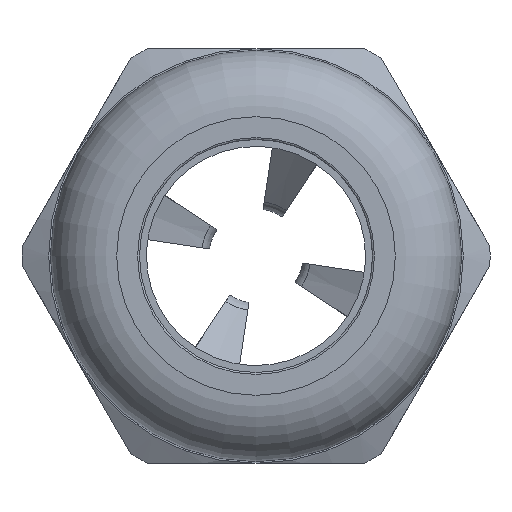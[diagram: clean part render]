
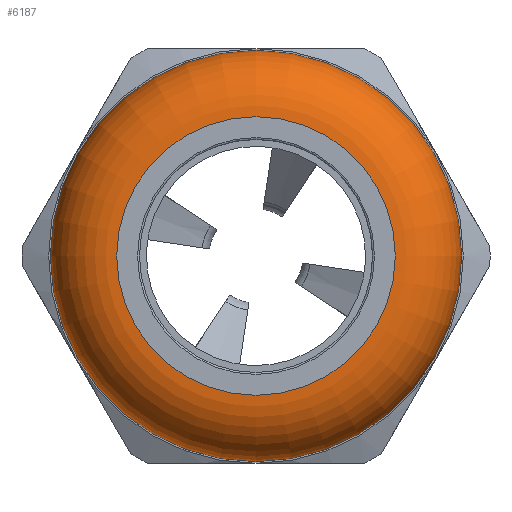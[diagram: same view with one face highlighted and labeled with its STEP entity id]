
A CAD part, left-side view. The second image highlights one B-rep face of the part: STEP entity #6187.
In plain terms, the highlighted toroidal (fillet/blend) face has major radius 7.39 mm and minor radius 3.52 mm.
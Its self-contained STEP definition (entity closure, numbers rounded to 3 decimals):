
#60=TOROIDAL_SURFACE('',#6660,7.39,3.52);
#145=FACE_BOUND('',#1223,.T.);
#449=CIRCLE('',#6657,7.39);
#451=CIRCLE('',#6661,10.91);
#844=FACE_OUTER_BOUND('',#1222,.T.);
#1222=EDGE_LOOP('',(#4292));
#1223=EDGE_LOOP('',(#4293));
#2588=VERTEX_POINT('',#10709);
#2590=VERTEX_POINT('',#10715);
#3258=EDGE_CURVE('',#2588,#2588,#449,.T.);
#3260=EDGE_CURVE('',#2590,#2590,#451,.T.);
#4292=ORIENTED_EDGE('',*,*,#3258,.T.);
#4293=ORIENTED_EDGE('',*,*,#3260,.F.);
#6187=ADVANCED_FACE('',(#844,#145),#60,.T.);
#6657=AXIS2_PLACEMENT_3D('',#10710,#7501,#7502);
#6660=AXIS2_PLACEMENT_3D('',#10714,#7507,#7508);
#6661=AXIS2_PLACEMENT_3D('',#10716,#7509,#7510);
#7501=DIRECTION('center_axis',(1.,0.,0.));
#7502=DIRECTION('ref_axis',(0.,0.,-1.));
#7507=DIRECTION('center_axis',(1.,0.,0.));
#7508=DIRECTION('ref_axis',(0.,0.,-1.));
#7509=DIRECTION('center_axis',(1.,0.,0.));
#7510=DIRECTION('ref_axis',(0.,0.,-1.));
#10709=CARTESIAN_POINT('',(-15.64,7.39,0.));
#10710=CARTESIAN_POINT('Origin',(-15.64,0.,0.));
#10714=CARTESIAN_POINT('Origin',(-12.12,0.,0.));
#10715=CARTESIAN_POINT('',(-12.12,10.91,0.));
#10716=CARTESIAN_POINT('Origin',(-12.12,0.,0.));
